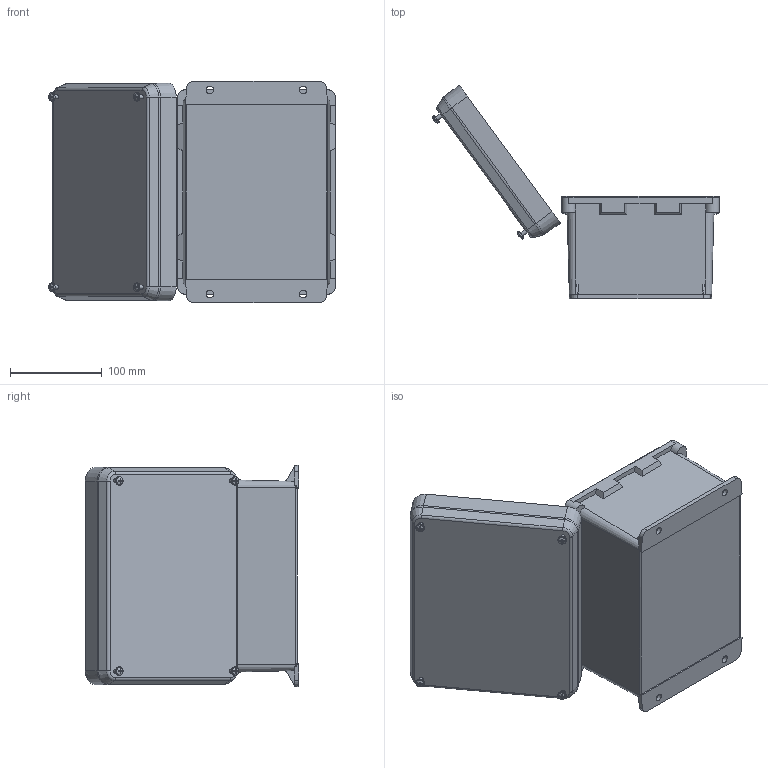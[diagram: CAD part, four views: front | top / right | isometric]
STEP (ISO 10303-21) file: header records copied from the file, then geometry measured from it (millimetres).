
FILE_DESCRIPTION (( 'STEP AP214' ), '1' );
FILE_NAME ('NBC080604-KIT01.STEP', '2018-02-13T16:06:01', ( '' ), ( '' ), 'SwSTEP 2.0', 'SolidWorks 2017', '' );
FILE_SCHEMA (( 'AUTOMOTIVE_DESIGN' ));
Length unit declared in the file: inch
Products named in the file (7): NBC080604-KIT01; 10-32 NEMA PLATE SCREW; XFW-0002; 1BE04-031; NBC_LidScrew; NBC080604_lid; NBC080604_box
Assembly tree (15 placements, depth 2):
  NBC080604-KIT01
    NBC080604_box
    NBC080604_lid
    NBC_LidScrew  x4
    1BE04-031
    XFW-0002  x4
    10-32 NEMA PLATE SCREW  x4
Bounding box: 311.84 x 232.23 x 240.87 mm (x, y, z)
Volume: 842565.2 mm3; surface area: 444842.8 mm2
Topology: 15 solids, 15 shells, 1223 faces, 3006 edges, 1850 vertices
Faces by surface type: plane 435, cylinder 358, cone 314, torus 68, bspline 40, sphere 8
Full cylindrical faces by diameter (mm): 4.216 x4, 4.369 x4, 6.241 x4, 6.35 x8, 8.128 x4, 9.296 x4, 9.525 x4, 10.16 x4
Entity records: 24297 total; most frequent: CARTESIAN_POINT 4899, DIRECTION 3632, ORIENTED_EDGE 3250, EDGE_CURVE 1625, AXIS2_PLACEMENT_3D 1410, VERTEX_POINT 1121, EDGE_LOOP 1068, FACE_OUTER_BOUND 820
